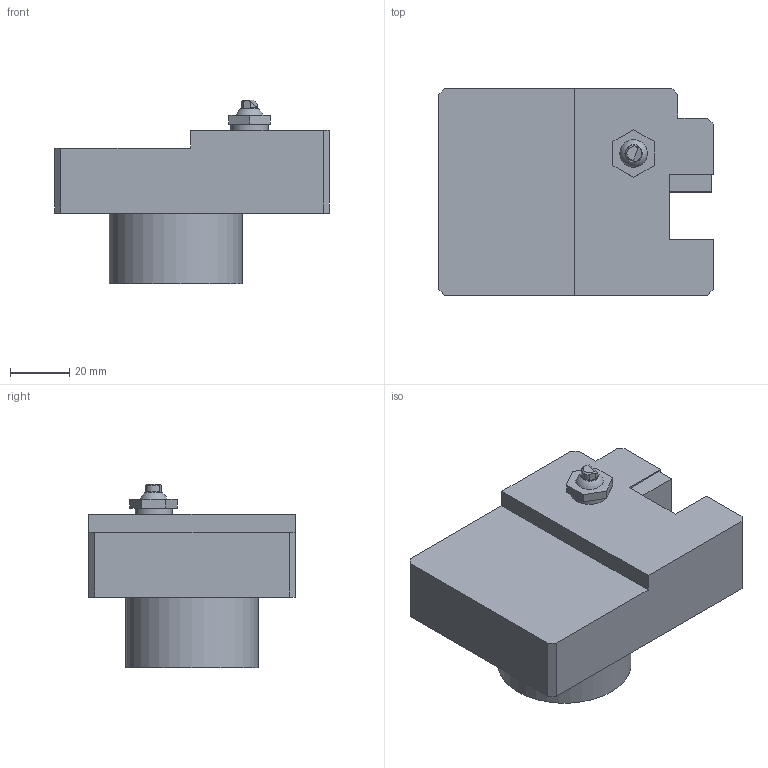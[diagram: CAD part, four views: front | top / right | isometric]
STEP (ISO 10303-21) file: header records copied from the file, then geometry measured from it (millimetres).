
FILE_DESCRIPTION(/* description */ (''),/* implementation_level */ '2;1');
FILE_NAME(/* name */ '10011006586_stp.stp',/* time_stamp */ '2017-05-11T14:04:01+02:00',/* author */ (''),/* organization */ (''),/* preprocessor_version */ 'ST-DEVELOPER v15',/* originating_system */ 'SIEMENS PLM Software NX 9.0',/* authorisation */ '');
FILE_SCHEMA (('AUTOMOTIVE_DESIGN { 1 0 10303 214 3 1 1 1 }'));
Length unit declared in the file: millimetre
Products named in the file (1): reic1F288D28rw6i
Bounding box: 93 x 70 x 62.28 mm (x, y, z)
Volume: 191523.9 mm3; surface area: 25317.1 mm2
Topology: 1 solids, 1 shells, 46 faces, 121 edges, 81 vertices
Faces by surface type: plane 38, cylinder 4, torus 2, sphere 1, cone 1
Full cylindrical faces by diameter (mm): 12.6 x1, 45 x1
Entity records: 1468 total; most frequent: CARTESIAN_POINT 314, ORIENTED_EDGE 232, DIRECTION 222, EDGE_CURVE 116, LINE 88, VECTOR 88, VERTEX_POINT 79, AXIS2_PLACEMENT_3D 67
